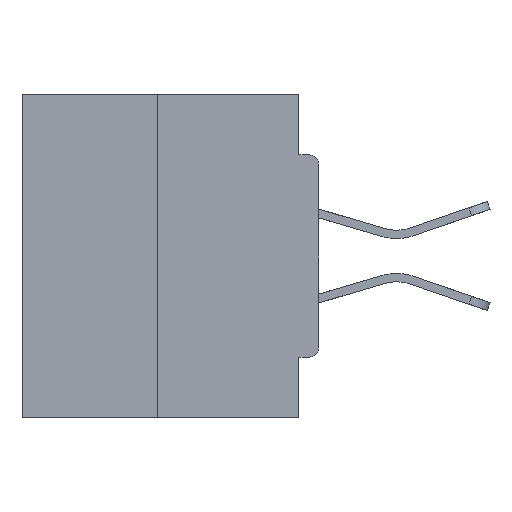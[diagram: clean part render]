
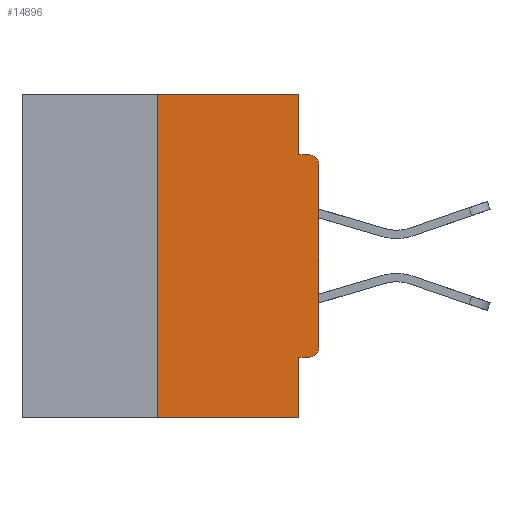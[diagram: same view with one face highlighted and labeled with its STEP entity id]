
A CAD part, left-side view. The second image highlights one B-rep face of the part: STEP entity #14896.
In plain terms, the highlighted planar face has unit normal (-1, 0, 0).
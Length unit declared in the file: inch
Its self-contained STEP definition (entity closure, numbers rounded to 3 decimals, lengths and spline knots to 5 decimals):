
#2 = DIRECTION ( 'NONE',  ( 0., 0., -1. ) ) ;
#161 = ORIENTED_EDGE ( 'NONE', *, *, #20295, .F. ) ;
#240 = VERTEX_POINT ( 'NONE', #20199 ) ;
#662 = CARTESIAN_POINT ( 'NONE',  ( 0., 0.015, -0.0935 ) ) ;
#1195 = FACE_OUTER_BOUND ( 'NONE', #3399, .T. ) ;
#1430 = AXIS2_PLACEMENT_3D ( 'NONE', #12911, #10460, #2 ) ;
#1533 = VERTEX_POINT ( 'NONE', #19918 ) ;
#2602 = ORIENTED_EDGE ( 'NONE', *, *, #29310, .F. ) ;
#3333 = DIRECTION ( 'NONE',  ( 0., 0., 1. ) ) ;
#3338 = VERTEX_POINT ( 'NONE', #20204 ) ;
#3382 = VERTEX_POINT ( 'NONE', #662 ) ;
#3399 = EDGE_LOOP ( 'NONE', ( #2602, #24100, #13679, #161, #8049, #18774, #11588, #24468, #12827, #6991 ) ) ;
#3582 = VECTOR ( 'NONE', #11215, 39.37008 ) ;
#5856 = CARTESIAN_POINT ( 'NONE',  ( 0., 0.031, -0.5 ) ) ;
#5953 = EDGE_CURVE ( 'NONE', #19985, #1533, #23753, .T. ) ;
#6717 = VERTEX_POINT ( 'NONE', #9878 ) ;
#6991 = ORIENTED_EDGE ( 'NONE', *, *, #22496, .F. ) ;
#7056 = CARTESIAN_POINT ( 'NONE',  ( 0., 0.25, -0.5 ) ) ;
#7313 = DIRECTION ( 'NONE',  ( 0., 0., -1. ) ) ;
#7693 = EDGE_CURVE ( 'NONE', #11706, #21111, #21658, .T. ) ;
#7985 = VECTOR ( 'NONE', #32394, 39.37008 ) ;
#8049 = ORIENTED_EDGE ( 'NONE', *, *, #24962, .F. ) ;
#8948 = CARTESIAN_POINT ( 'NONE',  ( 0., 0., -0.1085 ) ) ;
#9380 = CIRCLE ( 'NONE', #23731, 0.015 ) ;
#9878 = CARTESIAN_POINT ( 'NONE',  ( 0., 0.25, 0. ) ) ;
#10273 = DIRECTION ( 'NONE',  ( 1., 0., 0. ) ) ;
#10305 = CARTESIAN_POINT ( 'NONE',  ( 0., 0.031, -0.4065 ) ) ;
#10460 = DIRECTION ( 'NONE',  ( -1., 0., 0. ) ) ;
#10754 = CARTESIAN_POINT ( 'NONE',  ( 0., 0.015, -0.4065 ) ) ;
#10906 = DIRECTION ( 'NONE',  ( 0., 1., 0. ) ) ;
#10996 = VECTOR ( 'NONE', #18334, 39.37008 ) ;
#11215 = DIRECTION ( 'NONE',  ( 0., 0., 1. ) ) ;
#11588 = ORIENTED_EDGE ( 'NONE', *, *, #28471, .T. ) ;
#11612 = VECTOR ( 'NONE', #18787, 39.37008 ) ;
#11706 = VERTEX_POINT ( 'NONE', #7056 ) ;
#11788 = CARTESIAN_POINT ( 'NONE',  ( 0., 0., -0.4065 ) ) ;
#12336 = CARTESIAN_POINT ( 'NONE',  ( 0., 0.031, 0. ) ) ;
#12827 = ORIENTED_EDGE ( 'NONE', *, *, #23043, .F. ) ;
#12911 = CARTESIAN_POINT ( 'NONE',  ( 0., 0.015, -0.3915 ) ) ;
#13059 = DIRECTION ( 'NONE',  ( 0., 0., -1. ) ) ;
#13679 = ORIENTED_EDGE ( 'NONE', *, *, #7693, .T. ) ;
#13845 = VECTOR ( 'NONE', #3333, 39.37008 ) ;
#13862 = CARTESIAN_POINT ( 'NONE',  ( 0., 0.46, -0.5 ) ) ;
#14647 = LINE ( 'NONE', #12336, #26629 ) ;
#14772 = AXIS2_PLACEMENT_3D ( 'NONE', #25562, #10273, #13059 ) ;
#14798 = LINE ( 'NONE', #19254, #7985 ) ;
#14896 = ADVANCED_FACE ( 'NONE', ( #1195 ), #25779, .F. ) ;
#15648 = CARTESIAN_POINT ( 'NONE',  ( 0., 0., -0.0935 ) ) ;
#16255 = VECTOR ( 'NONE', #10906, 39.37008 ) ;
#16599 = EDGE_CURVE ( 'NONE', #11706, #6717, #19837, .T. ) ;
#18334 = DIRECTION ( 'NONE',  ( 0., -1., 0. ) ) ;
#18774 = ORIENTED_EDGE ( 'NONE', *, *, #5953, .T. ) ;
#18787 = DIRECTION ( 'NONE',  ( 0., -1., 0. ) ) ;
#19254 = CARTESIAN_POINT ( 'NONE',  ( 0., 0.031, -0.5 ) ) ;
#19837 = LINE ( 'NONE', #21406, #13845 ) ;
#19918 = CARTESIAN_POINT ( 'NONE',  ( 0., 0., -0.3915 ) ) ;
#19985 = VERTEX_POINT ( 'NONE', #10754 ) ;
#20098 = DIRECTION ( 'NONE',  ( 0., -1., 0. ) ) ;
#20110 = CARTESIAN_POINT ( 'NONE',  ( 0., 0.015, -0.1085 ) ) ;
#20199 = CARTESIAN_POINT ( 'NONE',  ( 0., 0.031, 0. ) ) ;
#20204 = CARTESIAN_POINT ( 'NONE',  ( 0., 0.031, -0.0935 ) ) ;
#20295 = EDGE_CURVE ( 'NONE', #31915, #21111, #14798, .T. ) ;
#21013 = LINE ( 'NONE', #15648, #10996 ) ;
#21111 = VERTEX_POINT ( 'NONE', #5856 ) ;
#21406 = CARTESIAN_POINT ( 'NONE',  ( 0., 0.25, 0. ) ) ;
#21532 = CARTESIAN_POINT ( 'NONE',  ( 0., 0., 0. ) ) ;
#21658 = LINE ( 'NONE', #13862, #11612 ) ;
#22331 = VECTOR ( 'NONE', #20098, 39.37008 ) ;
#22332 = DIRECTION ( 'NONE',  ( 0., 0., -1. ) ) ;
#22496 = EDGE_CURVE ( 'NONE', #240, #3338, #14647, .T. ) ;
#22979 = CARTESIAN_POINT ( 'NONE',  ( 0., 0.46, 0. ) ) ;
#23043 = EDGE_CURVE ( 'NONE', #3338, #3382, #21013, .T. ) ;
#23391 = EDGE_CURVE ( 'NONE', #26424, #3382, #9380, .T. ) ;
#23731 = AXIS2_PLACEMENT_3D ( 'NONE', #20110, #32588, #22332 ) ;
#23753 = CIRCLE ( 'NONE', #1430, 0.015 ) ;
#23933 = LINE ( 'NONE', #22979, #22331 ) ;
#24100 = ORIENTED_EDGE ( 'NONE', *, *, #16599, .F. ) ;
#24468 = ORIENTED_EDGE ( 'NONE', *, *, #23391, .T. ) ;
#24962 = EDGE_CURVE ( 'NONE', #19985, #31915, #33025, .T. ) ;
#25562 = CARTESIAN_POINT ( 'NONE',  ( 0., 0.46, 0. ) ) ;
#25779 = PLANE ( 'NONE',  #14772 ) ;
#26424 = VERTEX_POINT ( 'NONE', #8948 ) ;
#26629 = VECTOR ( 'NONE', #7313, 39.37008 ) ;
#28471 = EDGE_CURVE ( 'NONE', #1533, #26424, #30724, .T. ) ;
#29310 = EDGE_CURVE ( 'NONE', #6717, #240, #23933, .T. ) ;
#30724 = LINE ( 'NONE', #21532, #3582 ) ;
#31915 = VERTEX_POINT ( 'NONE', #10305 ) ;
#32394 = DIRECTION ( 'NONE',  ( 0., 0., -1. ) ) ;
#32588 = DIRECTION ( 'NONE',  ( -1., 0., 0. ) ) ;
#33025 = LINE ( 'NONE', #11788, #16255 ) ;
